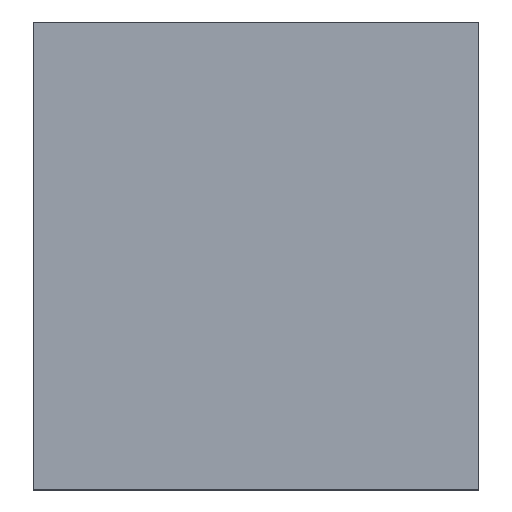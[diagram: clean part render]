
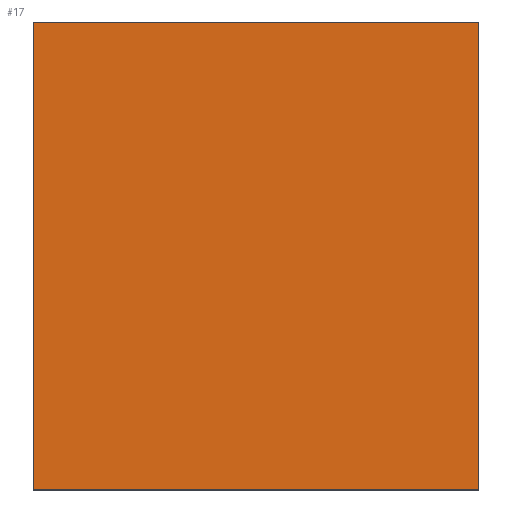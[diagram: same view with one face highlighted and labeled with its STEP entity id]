
A CAD part, top view. The second image highlights one B-rep face of the part: STEP entity #17.
In plain terms, the highlighted planar face has unit normal (0, 0, 1).
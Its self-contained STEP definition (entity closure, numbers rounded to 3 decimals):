
#10 = VECTOR ( 'NONE', #200, 1000. ) ;
#17 = ADVANCED_FACE ( 'NONE', ( #983 ), #265, .F. ) ;
#39 = LINE ( 'NONE', #505, #287 ) ;
#49 = CARTESIAN_POINT ( 'NONE',  ( 2., -2.1, 0.84 ) ) ;
#78 = LINE ( 'NONE', #323, #973 ) ;
#99 = CARTESIAN_POINT ( 'NONE',  ( -2., 2.1, 0.84 ) ) ;
#108 = DIRECTION ( 'NONE',  ( 0., -1., 0. ) ) ;
#200 = DIRECTION ( 'NONE',  ( 0., -1., 0. ) ) ;
#204 = VECTOR ( 'NONE', #853, 1000. ) ;
#215 = CARTESIAN_POINT ( 'NONE',  ( -2., 2.1, 0.84 ) ) ;
#238 = VERTEX_POINT ( 'NONE', #1006 ) ;
#264 = EDGE_CURVE ( 'NONE', #542, #629, #519, .T. ) ;
#265 = PLANE ( 'NONE',  #383 ) ;
#277 = CARTESIAN_POINT ( 'NONE',  ( 2., 2.1, 0.84 ) ) ;
#287 = VECTOR ( 'NONE', #602, 1000. ) ;
#303 = ORIENTED_EDGE ( 'NONE', *, *, #416, .F. ) ;
#323 = CARTESIAN_POINT ( 'NONE',  ( 2., -2.1, 0.84 ) ) ;
#375 = VERTEX_POINT ( 'NONE', #99 ) ;
#383 = AXIS2_PLACEMENT_3D ( 'NONE', #596, #509, #108 ) ;
#416 = EDGE_CURVE ( 'NONE', #238, #375, #39, .T. ) ;
#505 = CARTESIAN_POINT ( 'NONE',  ( -2., -2.1, 0.84 ) ) ;
#509 = DIRECTION ( 'NONE',  ( 0., 0., -1. ) ) ;
#519 = LINE ( 'NONE', #277, #10 ) ;
#542 = VERTEX_POINT ( 'NONE', #937 ) ;
#547 = ORIENTED_EDGE ( 'NONE', *, *, #264, .F. ) ;
#549 = EDGE_CURVE ( 'NONE', #375, #542, #617, .T. ) ;
#596 = CARTESIAN_POINT ( 'NONE',  ( 0., 0., 0.84 ) ) ;
#602 = DIRECTION ( 'NONE',  ( 0., 1., 0. ) ) ;
#617 = LINE ( 'NONE', #215, #204 ) ;
#629 = VERTEX_POINT ( 'NONE', #49 ) ;
#717 = EDGE_CURVE ( 'NONE', #629, #238, #78, .T. ) ;
#800 = ORIENTED_EDGE ( 'NONE', *, *, #717, .F. ) ;
#853 = DIRECTION ( 'NONE',  ( 1., 0., 0. ) ) ;
#855 = EDGE_LOOP ( 'NONE', ( #303, #800, #547, #882 ) ) ;
#882 = ORIENTED_EDGE ( 'NONE', *, *, #549, .F. ) ;
#888 = DIRECTION ( 'NONE',  ( -1., 0., 0. ) ) ;
#937 = CARTESIAN_POINT ( 'NONE',  ( 2., 2.1, 0.84 ) ) ;
#973 = VECTOR ( 'NONE', #888, 1000. ) ;
#983 = FACE_OUTER_BOUND ( 'NONE', #855, .T. ) ;
#1006 = CARTESIAN_POINT ( 'NONE',  ( -2., -2.1, 0.84 ) ) ;
